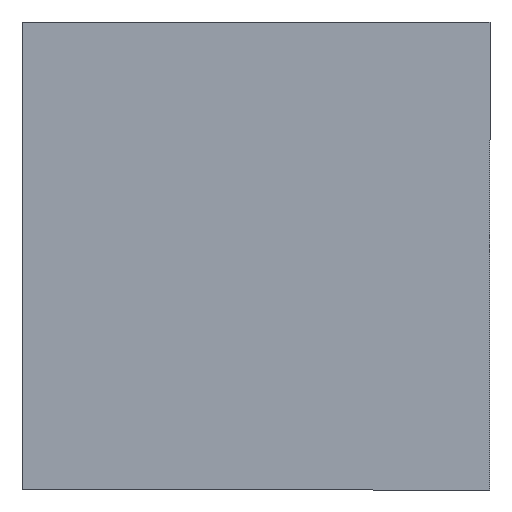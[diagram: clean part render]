
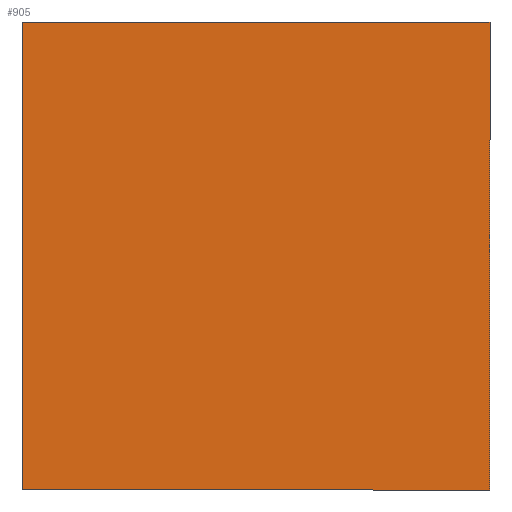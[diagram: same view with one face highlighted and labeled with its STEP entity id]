
A CAD part, front view. The second image highlights one B-rep face of the part: STEP entity #905.
In plain terms, the highlighted planar face has unit normal (0, -1, 0).
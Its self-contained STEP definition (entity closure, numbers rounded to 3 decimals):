
#35 = VERTEX_POINT ( 'NONE', #500 ) ;
#38 = DIRECTION ( 'NONE',  ( -1., 0., 0. ) ) ;
#59 = VERTEX_POINT ( 'NONE', #1731 ) ;
#181 = EDGE_LOOP ( 'NONE', ( #536, #1009, #1641, #295 ) ) ;
#223 = VERTEX_POINT ( 'NONE', #777 ) ;
#261 = EDGE_CURVE ( 'NONE', #35, #59, #487, .T. ) ;
#268 = DIRECTION ( 'NONE',  ( 0., -1., 0. ) ) ;
#295 = ORIENTED_EDGE ( 'NONE', *, *, #1029, .F. ) ;
#487 = LINE ( 'NONE', #1542, #2174 ) ;
#500 = CARTESIAN_POINT ( 'NONE',  ( 90., 0., 90. ) ) ;
#536 = ORIENTED_EDGE ( 'NONE', *, *, #1160, .F. ) ;
#597 = DIRECTION ( 'NONE',  ( 1., 0., 0. ) ) ;
#650 = DIRECTION ( 'NONE',  ( 0., 0., -1. ) ) ;
#700 = VECTOR ( 'NONE', #597, 1000. ) ;
#777 = CARTESIAN_POINT ( 'NONE',  ( -90., 0., 90. ) ) ;
#880 = LINE ( 'NONE', #1633, #1174 ) ;
#905 = ADVANCED_FACE ( 'NONE', ( #1838 ), #1682, .T. ) ;
#1009 = ORIENTED_EDGE ( 'NONE', *, *, #2077, .F. ) ;
#1029 = EDGE_CURVE ( 'NONE', #223, #35, #2187, .T. ) ;
#1049 = VECTOR ( 'NONE', #1183, 1000. ) ;
#1076 = AXIS2_PLACEMENT_3D ( 'NONE', #2175, #268, #1498 ) ;
#1124 = CARTESIAN_POINT ( 'NONE',  ( -90., 0., -90. ) ) ;
#1158 = CARTESIAN_POINT ( 'NONE',  ( 90., 0., 90. ) ) ;
#1160 = EDGE_CURVE ( 'NONE', #1313, #223, #1387, .T. ) ;
#1174 = VECTOR ( 'NONE', #38, 1000. ) ;
#1183 = DIRECTION ( 'NONE',  ( 0., 0., 1. ) ) ;
#1313 = VERTEX_POINT ( 'NONE', #2069 ) ;
#1387 = LINE ( 'NONE', #1124, #1049 ) ;
#1498 = DIRECTION ( 'NONE',  ( 0., 0., -1. ) ) ;
#1542 = CARTESIAN_POINT ( 'NONE',  ( 90., 0., -90. ) ) ;
#1633 = CARTESIAN_POINT ( 'NONE',  ( 90., 0., -90. ) ) ;
#1641 = ORIENTED_EDGE ( 'NONE', *, *, #261, .F. ) ;
#1682 = PLANE ( 'NONE',  #1076 ) ;
#1731 = CARTESIAN_POINT ( 'NONE',  ( 90., 0., -90. ) ) ;
#1838 = FACE_OUTER_BOUND ( 'NONE', #181, .T. ) ;
#2069 = CARTESIAN_POINT ( 'NONE',  ( -90., 0., -90. ) ) ;
#2077 = EDGE_CURVE ( 'NONE', #59, #1313, #880, .T. ) ;
#2174 = VECTOR ( 'NONE', #650, 1000. ) ;
#2175 = CARTESIAN_POINT ( 'NONE',  ( 0., 0., 0. ) ) ;
#2187 = LINE ( 'NONE', #1158, #700 ) ;
